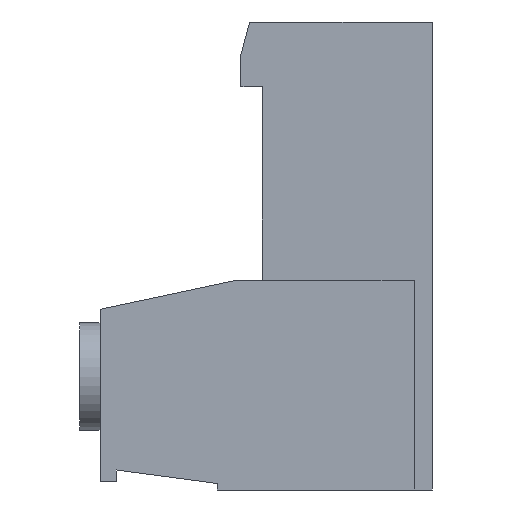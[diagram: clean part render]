
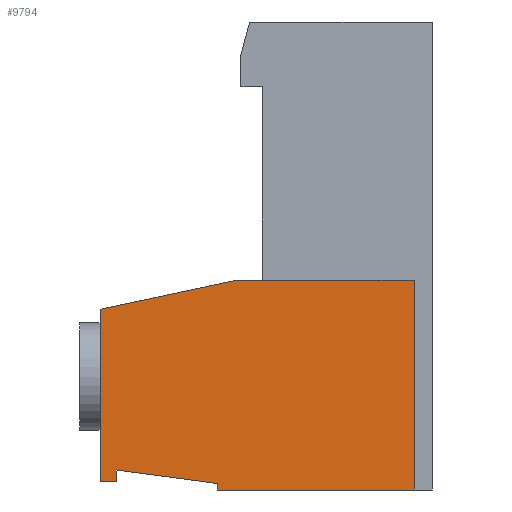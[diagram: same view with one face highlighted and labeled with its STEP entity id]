
A CAD part, left-side view. The second image highlights one B-rep face of the part: STEP entity #9794.
In plain terms, the highlighted planar face has unit normal (-1, 0, 0).
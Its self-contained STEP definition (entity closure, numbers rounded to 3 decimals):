
#65 = LINE ( 'NONE', #6548, #13531 ) ;
#92 = CARTESIAN_POINT ( 'NONE',  ( 0., 14.7, -20.82 ) ) ;
#174 = CARTESIAN_POINT ( 'NONE',  ( 0., 10., -21.45 ) ) ;
#542 = DIRECTION ( 'NONE',  ( 0., 0., 1. ) ) ;
#653 = EDGE_CURVE ( 'NONE', #9412, #6711, #3403, .T. ) ;
#878 = VECTOR ( 'NONE', #7789, 1000. ) ;
#1028 = CARTESIAN_POINT ( 'NONE',  ( 0., 9.124, -12. ) ) ;
#1267 = CARTESIAN_POINT ( 'NONE',  ( 0., 0.85, -21.75 ) ) ;
#2127 = DIRECTION ( 'NONE',  ( 0., -0.978, 0.209 ) ) ;
#2521 = VECTOR ( 'NONE', #8431, 1000. ) ;
#2594 = EDGE_CURVE ( 'NONE', #2995, #9741, #5403, .T. ) ;
#2699 = CARTESIAN_POINT ( 'NONE',  ( 0., 15.45, -21.35 ) ) ;
#2745 = CARTESIAN_POINT ( 'NONE',  ( 0., 10., -21.45 ) ) ;
#2751 = EDGE_CURVE ( 'NONE', #7509, #9412, #12360, .T. ) ;
#2849 = VECTOR ( 'NONE', #4930, 1000. ) ;
#2933 = VECTOR ( 'NONE', #13377, 1000. ) ;
#2992 = VECTOR ( 'NONE', #4336, 1000. ) ;
#2995 = VERTEX_POINT ( 'NONE', #4931 ) ;
#3114 = VECTOR ( 'NONE', #542, 1000. ) ;
#3193 = CARTESIAN_POINT ( 'NONE',  ( 0., 7.9, -12. ) ) ;
#3403 = LINE ( 'NONE', #12382, #5923 ) ;
#3865 = ORIENTED_EDGE ( 'NONE', *, *, #2594, .F. ) ;
#4067 = CARTESIAN_POINT ( 'NONE',  ( 0., 0.85, -12. ) ) ;
#4129 = ORIENTED_EDGE ( 'NONE', *, *, #6843, .F. ) ;
#4194 = VECTOR ( 'NONE', #2127, 1000. ) ;
#4336 = DIRECTION ( 'NONE',  ( 0., 1., 0. ) ) ;
#4663 = CARTESIAN_POINT ( 'NONE',  ( 0., 0.85, -12. ) ) ;
#4930 = DIRECTION ( 'NONE',  ( 0., 0., -1. ) ) ;
#4931 = CARTESIAN_POINT ( 'NONE',  ( 0., 10., -21.75 ) ) ;
#5007 = EDGE_CURVE ( 'NONE', #12053, #7568, #5968, .T. ) ;
#5403 = LINE ( 'NONE', #11645, #2521 ) ;
#5495 = CARTESIAN_POINT ( 'NONE',  ( 0., 9.124, -12. ) ) ;
#5539 = ORIENTED_EDGE ( 'NONE', *, *, #12409, .F. ) ;
#5733 = ORIENTED_EDGE ( 'NONE', *, *, #8027, .F. ) ;
#5923 = VECTOR ( 'NONE', #6086, 1000. ) ;
#5968 = LINE ( 'NONE', #2699, #3114 ) ;
#6086 = DIRECTION ( 'NONE',  ( 0., -1., 0. ) ) ;
#6127 = DIRECTION ( 'NONE',  ( 1., 0., 0. ) ) ;
#6269 = EDGE_CURVE ( 'NONE', #7568, #7509, #6371, .T. ) ;
#6371 = LINE ( 'NONE', #8650, #4194 ) ;
#6548 = CARTESIAN_POINT ( 'NONE',  ( 0., 14.7, -21.35 ) ) ;
#6577 = VECTOR ( 'NONE', #11897, 1000. ) ;
#6636 = LINE ( 'NONE', #174, #878 ) ;
#6711 = VERTEX_POINT ( 'NONE', #4067 ) ;
#6843 = EDGE_CURVE ( 'NONE', #9541, #2995, #11633, .T. ) ;
#6872 = AXIS2_PLACEMENT_3D ( 'NONE', #9390, #6127, #13798 ) ;
#6989 = VERTEX_POINT ( 'NONE', #92 ) ;
#7040 = CARTESIAN_POINT ( 'NONE',  ( 0., 14.7, -20.82 ) ) ;
#7509 = VERTEX_POINT ( 'NONE', #5495 ) ;
#7568 = VERTEX_POINT ( 'NONE', #8843 ) ;
#7614 = VERTEX_POINT ( 'NONE', #10180 ) ;
#7646 = DIRECTION ( 'NONE',  ( 0., 1., 0. ) ) ;
#7789 = DIRECTION ( 'NONE',  ( 0., 0.991, 0.133 ) ) ;
#8027 = EDGE_CURVE ( 'NONE', #7614, #12053, #65, .T. ) ;
#8303 = PLANE ( 'NONE',  #6872 ) ;
#8431 = DIRECTION ( 'NONE',  ( 0., 0., 1. ) ) ;
#8544 = ORIENTED_EDGE ( 'NONE', *, *, #6269, .F. ) ;
#8650 = CARTESIAN_POINT ( 'NONE',  ( 0., 15.45, -13.35 ) ) ;
#8843 = CARTESIAN_POINT ( 'NONE',  ( 0., 15.45, -13.35 ) ) ;
#8859 = EDGE_CURVE ( 'NONE', #6989, #7614, #11834, .T. ) ;
#9390 = CARTESIAN_POINT ( 'NONE',  ( 0., 0., 0. ) ) ;
#9412 = VERTEX_POINT ( 'NONE', #3193 ) ;
#9541 = VERTEX_POINT ( 'NONE', #1267 ) ;
#9728 = CARTESIAN_POINT ( 'NONE',  ( 0., 0., -21.75 ) ) ;
#9741 = VERTEX_POINT ( 'NONE', #2745 ) ;
#9752 = FACE_OUTER_BOUND ( 'NONE', #13560, .T. ) ;
#9794 = ADVANCED_FACE ( 'NONE', ( #9752 ), #8303, .F. ) ;
#10113 = ORIENTED_EDGE ( 'NONE', *, *, #2751, .F. ) ;
#10180 = CARTESIAN_POINT ( 'NONE',  ( 0., 14.7, -21.35 ) ) ;
#10404 = CARTESIAN_POINT ( 'NONE',  ( 0., 15.45, -21.35 ) ) ;
#10943 = ORIENTED_EDGE ( 'NONE', *, *, #11181, .F. ) ;
#11181 = EDGE_CURVE ( 'NONE', #6711, #9541, #11581, .T. ) ;
#11581 = LINE ( 'NONE', #4663, #2933 ) ;
#11633 = LINE ( 'NONE', #9728, #2992 ) ;
#11645 = CARTESIAN_POINT ( 'NONE',  ( 0., 10., -21.75 ) ) ;
#11834 = LINE ( 'NONE', #7040, #2849 ) ;
#11897 = DIRECTION ( 'NONE',  ( 0., -1., 0. ) ) ;
#12053 = VERTEX_POINT ( 'NONE', #10404 ) ;
#12360 = LINE ( 'NONE', #1028, #6577 ) ;
#12382 = CARTESIAN_POINT ( 'NONE',  ( 0., 7.9, -12. ) ) ;
#12409 = EDGE_CURVE ( 'NONE', #9741, #6989, #6636, .T. ) ;
#12504 = ORIENTED_EDGE ( 'NONE', *, *, #653, .F. ) ;
#12835 = ORIENTED_EDGE ( 'NONE', *, *, #8859, .F. ) ;
#13377 = DIRECTION ( 'NONE',  ( 0., 0., -1. ) ) ;
#13431 = ORIENTED_EDGE ( 'NONE', *, *, #5007, .F. ) ;
#13531 = VECTOR ( 'NONE', #7646, 1000. ) ;
#13560 = EDGE_LOOP ( 'NONE', ( #10943, #12504, #10113, #8544, #13431, #5733, #12835, #5539, #3865, #4129 ) ) ;
#13798 = DIRECTION ( 'NONE',  ( 0., 0., -1. ) ) ;
